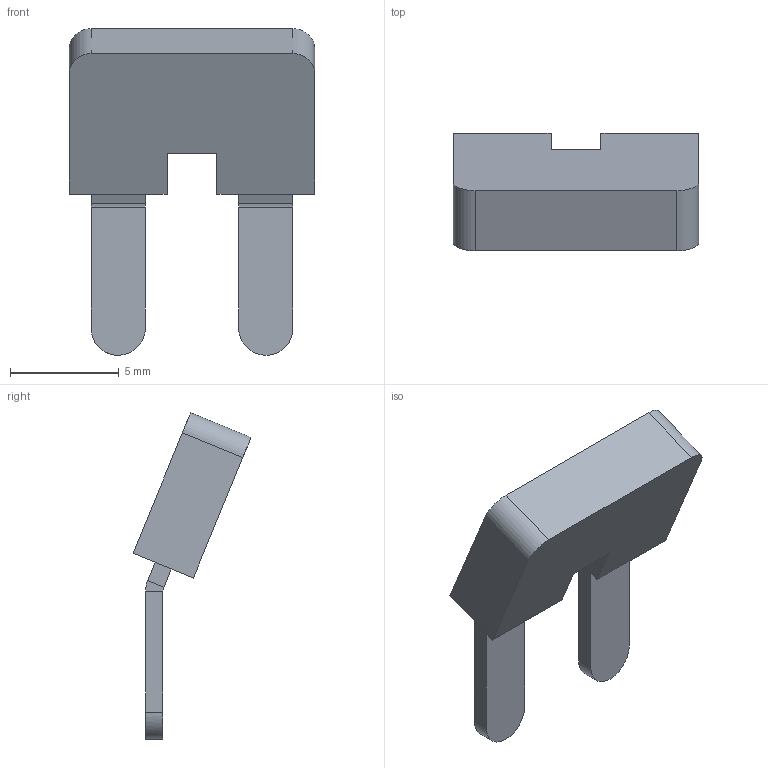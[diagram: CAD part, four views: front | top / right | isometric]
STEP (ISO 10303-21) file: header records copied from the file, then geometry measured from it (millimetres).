
FILE_DESCRIPTION(('CATIA V5R24 STEP','CAx-IF Rec.Pracs.--- Model Styling and Organization---1.2---2011-12-15'),'2;1');
FILE_NAME ('041765-1_1_3833900000_3833900000.stp','2018-08-24T11:24:12+00:00',('none'),('Weidmueller'),'CATIA Version 5-6 Release 2014 SP4 HF52','CATIA V5 STEP AP214','none');
FILE_SCHEMA(('AUTOMOTIVE_DESIGN { 1 0 10303 214 1 1 1 1 }'));
Length unit declared in the file: millimetre
Products named in the file (1): 3833900000
Bounding box: 11.3 x 5.43 x 15.04 mm (x, y, z)
Volume: 253.4 mm3; surface area: 575.4 mm2
Topology: 2 solids, 2 shells, 56 faces, 140 edges, 88 vertices
Faces by surface type: plane 38, cylinder 18
Entity records: 1684 total; most frequent: CARTESIAN_POINT 309, ORIENTED_EDGE 280, DIRECTION 251, EDGE_CURVE 140, VECTOR 104, LINE 104, AXIS2_PLACEMENT_3D 90, VERTEX_POINT 88
